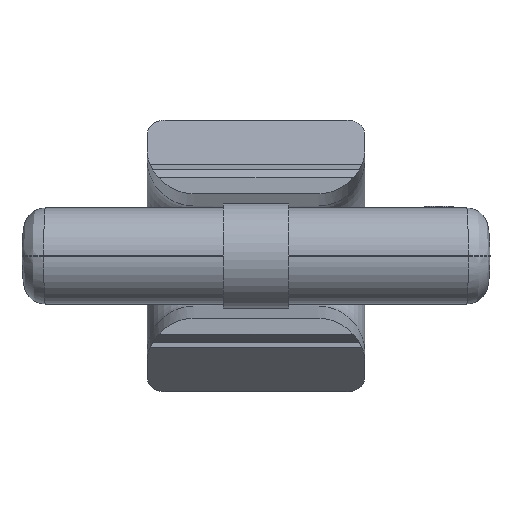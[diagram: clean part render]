
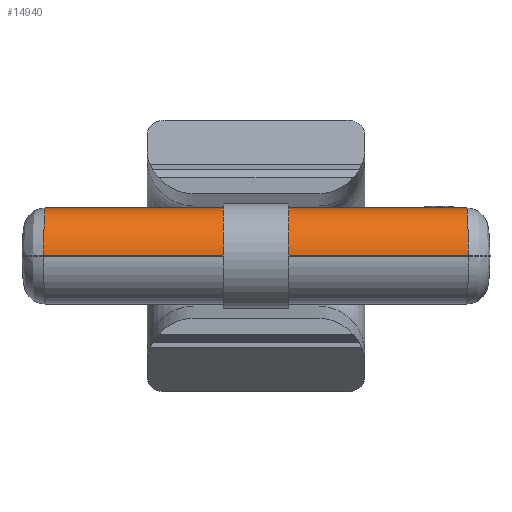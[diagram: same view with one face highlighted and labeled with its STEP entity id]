
A CAD part, front view. The second image highlights one B-rep face of the part: STEP entity #14940.
In plain terms, the highlighted cylindrical face has radius 13 mm (diameter 26 mm), a partial arc.
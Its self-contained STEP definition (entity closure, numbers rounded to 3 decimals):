
#10512=DIRECTION('',(-1.,0.,0.));
#10513=VECTOR('',#10512,117.06);
#10514=CARTESIAN_POINT('',(58.53,-89.,
0.25));
#10515=LINE('',#10514,#10513);
#10516=CARTESIAN_POINT('',(-58.067,-76.,
13.25));
#10517=CARTESIAN_POINT('',(-58.073,-76.155,
13.25));
#10518=CARTESIAN_POINT('',(-58.084,-76.464,
13.244));
#10519=CARTESIAN_POINT('',(-58.1,-76.928,
13.22));
#10520=CARTESIAN_POINT('',(-58.117,-77.39,
13.178));
#10521=CARTESIAN_POINT('',(-58.133,-77.851,
13.12));
#10522=CARTESIAN_POINT('',(-58.149,-78.31,
13.046));
#10523=CARTESIAN_POINT('',(-58.166,-78.765,
12.955));
#10524=CARTESIAN_POINT('',(-58.182,-79.217,
12.849));
#10525=CARTESIAN_POINT('',(-58.198,-79.665,
12.726));
#10526=CARTESIAN_POINT('',(-58.213,-80.108,
12.587));
#10527=CARTESIAN_POINT('',(-58.229,-80.546,
12.432));
#10528=CARTESIAN_POINT('',(-58.244,-80.978,
12.262));
#10529=CARTESIAN_POINT('',(-58.26,-81.403,
12.077));
#10530=CARTESIAN_POINT('',(-58.274,-81.822,
11.876));
#10531=CARTESIAN_POINT('',(-58.289,-82.233,
11.661));
#10532=CARTESIAN_POINT('',(-58.304,-82.637,
11.431));
#10533=CARTESIAN_POINT('',(-58.318,-83.032,
11.187));
#10534=CARTESIAN_POINT('',(-58.331,-83.418,
10.929));
#10535=CARTESIAN_POINT('',(-58.345,-83.794,
10.658));
#10536=CARTESIAN_POINT('',(-58.358,-84.161,
10.373));
#10537=CARTESIAN_POINT('',(-58.37,-84.517,
10.075));
#10538=CARTESIAN_POINT('',(-58.383,-84.862,
9.765));
#10539=CARTESIAN_POINT('',(-58.395,-85.196,
9.443));
#10540=CARTESIAN_POINT('',(-58.406,-85.518,
9.108));
#10541=CARTESIAN_POINT('',(-58.417,-85.828,
8.763));
#10542=CARTESIAN_POINT('',(-58.428,-86.126,
8.407));
#10543=CARTESIAN_POINT('',(-58.438,-86.411,
8.04));
#10544=CARTESIAN_POINT('',(-58.448,-86.682,
7.664));
#10545=CARTESIAN_POINT('',(-58.457,-86.94,
7.278));
#10546=CARTESIAN_POINT('',(-58.465,-87.184,
6.883));
#10547=CARTESIAN_POINT('',(-58.474,-87.413,
6.48));
#10548=CARTESIAN_POINT('',(-58.481,-87.628,
6.068));
#10549=CARTESIAN_POINT('',(-58.488,-87.829,
5.65));
#10550=CARTESIAN_POINT('',(-58.495,-88.014,
5.224));
#10551=CARTESIAN_POINT('',(-58.501,-88.184,
4.792));
#10552=CARTESIAN_POINT('',(-58.507,-88.338,
4.355));
#10553=CARTESIAN_POINT('',(-58.511,-88.476,
3.912));
#10554=CARTESIAN_POINT('',(-58.516,-88.599,
3.464));
#10555=CARTESIAN_POINT('',(-58.52,-88.706,
3.013));
#10556=CARTESIAN_POINT('',(-58.523,-88.796,
2.558));
#10557=CARTESIAN_POINT('',(-58.525,-88.871,
2.1));
#10558=CARTESIAN_POINT('',(-58.528,-88.928,
1.639));
#10559=CARTESIAN_POINT('',(-58.529,-88.97,
1.177));
#10560=CARTESIAN_POINT('',(-58.53,-88.994,
0.714));
#10561=CARTESIAN_POINT('',(-58.53,-89.,
0.405));
#10562=CARTESIAN_POINT('',(-58.53,-89.,
0.25));
#10564=DIRECTION('',(1.,0.,0.));
#10565=VECTOR('',#10564,116.134);
#10566=CARTESIAN_POINT('',(-58.067,-76.,
13.25));
#10567=LINE('',#10566,#10565);
#10568=CARTESIAN_POINT('',(58.067,-76.,
13.25));
#10569=CARTESIAN_POINT('',(58.073,-76.155,
13.25));
#10570=CARTESIAN_POINT('',(58.084,-76.464,
13.244));
#10571=CARTESIAN_POINT('',(58.1,-76.928,
13.22));
#10572=CARTESIAN_POINT('',(58.117,-77.39,
13.178));
#10573=CARTESIAN_POINT('',(58.133,-77.851,
13.12));
#10574=CARTESIAN_POINT('',(58.149,-78.31,
13.046));
#10575=CARTESIAN_POINT('',(58.166,-78.765,
12.955));
#10576=CARTESIAN_POINT('',(58.182,-79.217,
12.849));
#10577=CARTESIAN_POINT('',(58.198,-79.665,
12.726));
#10578=CARTESIAN_POINT('',(58.213,-80.108,
12.587));
#10579=CARTESIAN_POINT('',(58.229,-80.546,
12.432));
#10580=CARTESIAN_POINT('',(58.244,-80.978,
12.262));
#10581=CARTESIAN_POINT('',(58.26,-81.403,
12.077));
#10582=CARTESIAN_POINT('',(58.274,-81.822,
11.876));
#10583=CARTESIAN_POINT('',(58.289,-82.233,
11.661));
#10584=CARTESIAN_POINT('',(58.304,-82.637,
11.431));
#10585=CARTESIAN_POINT('',(58.318,-83.032,
11.187));
#10586=CARTESIAN_POINT('',(58.331,-83.418,
10.929));
#10587=CARTESIAN_POINT('',(58.345,-83.794,
10.658));
#10588=CARTESIAN_POINT('',(58.358,-84.161,
10.373));
#10589=CARTESIAN_POINT('',(58.37,-84.517,
10.075));
#10590=CARTESIAN_POINT('',(58.383,-84.862,
9.765));
#10591=CARTESIAN_POINT('',(58.395,-85.196,
9.443));
#10592=CARTESIAN_POINT('',(58.406,-85.518,
9.108));
#10593=CARTESIAN_POINT('',(58.417,-85.828,
8.763));
#10594=CARTESIAN_POINT('',(58.428,-86.126,
8.407));
#10595=CARTESIAN_POINT('',(58.438,-86.411,
8.04));
#10596=CARTESIAN_POINT('',(58.448,-86.682,
7.664));
#10597=CARTESIAN_POINT('',(58.457,-86.94,
7.278));
#10598=CARTESIAN_POINT('',(58.465,-87.184,
6.883));
#10599=CARTESIAN_POINT('',(58.474,-87.413,
6.48));
#10600=CARTESIAN_POINT('',(58.481,-87.628,
6.068));
#10601=CARTESIAN_POINT('',(58.488,-87.829,
5.65));
#10602=CARTESIAN_POINT('',(58.495,-88.014,
5.224));
#10603=CARTESIAN_POINT('',(58.501,-88.184,
4.792));
#10604=CARTESIAN_POINT('',(58.507,-88.338,
4.355));
#10605=CARTESIAN_POINT('',(58.511,-88.476,
3.912));
#10606=CARTESIAN_POINT('',(58.516,-88.599,
3.464));
#10607=CARTESIAN_POINT('',(58.52,-88.706,
3.013));
#10608=CARTESIAN_POINT('',(58.523,-88.796,
2.558));
#10609=CARTESIAN_POINT('',(58.525,-88.871,
2.1));
#10610=CARTESIAN_POINT('',(58.528,-88.928,
1.639));
#10611=CARTESIAN_POINT('',(58.529,-88.97,
1.177));
#10612=CARTESIAN_POINT('',(58.53,-88.994,
0.714));
#10613=CARTESIAN_POINT('',(58.53,-89.,
0.405));
#10614=CARTESIAN_POINT('',(58.53,-89.,
0.25));
#11845=CARTESIAN_POINT('',(-58.067,-76.,
13.25));
#11847=VERTEX_POINT('',#11845);
#11920=CARTESIAN_POINT('',(58.067,-76.,
13.25));
#11922=VERTEX_POINT('',#11920);
#12108=VERTEX_POINT('',#10562);
#12110=VERTEX_POINT('',#10614);
#14927=CARTESIAN_POINT('',(149.596,-76.,0.25));
#14928=DIRECTION('',(1.,0.,0.));
#14929=DIRECTION('',(0.,0.,1.));
#14930=AXIS2_PLACEMENT_3D('',#14927,#14928,#14929);
#14931=CYLINDRICAL_SURFACE('',#14930,13.);
#14933=ORIENTED_EDGE('',*,*,#14932,.T.);
#14934=ORIENTED_EDGE('',*,*,#14918,.F.);
#14935=ORIENTED_EDGE('',*,*,#12138,.T.);
#14937=ORIENTED_EDGE('',*,*,#14936,.T.);
#14938=EDGE_LOOP('',(#14933,#14934,#14935,#14937));
#14939=FACE_OUTER_BOUND('',#14938,.F.);
#14940=ADVANCED_FACE('',(#14939),#14931,.T.);
#10563=B_SPLINE_CURVE_WITH_KNOTS('',3,(#10516,#10517,#10518,#10519,#10520,
#10521,#10522,#10523,#10524,#10525,#10526,#10527,#10528,#10529,#10530,#10531,
#10532,#10533,#10534,#10535,#10536,#10537,#10538,#10539,#10540,#10541,#10542,
#10543,#10544,#10545,#10546,#10547,#10548,#10549,#10550,#10551,#10552,#10553,
#10554,#10555,#10556,#10557,#10558,#10559,#10560,#10561,#10562),.UNSPECIFIED.,
.F.,.F.,(4,1,1,1,1,1,1,1,1,1,1,1,1,1,1,1,1,1,1,1,1,1,1,1,1,1,1,1,1,1,1,1,1,1,1,
1,1,1,1,1,1,1,1,1,4),(0.,0.023,0.045,
0.068,0.091,0.114,0.136,
0.159,0.182,0.205,0.227,0.25,
0.273,0.295,0.318,0.341,
0.364,0.386,0.409,0.432,
0.455,0.477,0.5,0.523,0.545,
0.568,0.591,0.614,0.636,
0.659,0.682,0.705,0.727,0.75,
0.773,0.795,0.818,0.841,
0.864,0.886,0.909,0.932,
0.955,0.977,1.),.UNSPECIFIED.);
#10615=B_SPLINE_CURVE_WITH_KNOTS('',3,(#10568,#10569,#10570,#10571,#10572,
#10573,#10574,#10575,#10576,#10577,#10578,#10579,#10580,#10581,#10582,#10583,
#10584,#10585,#10586,#10587,#10588,#10589,#10590,#10591,#10592,#10593,#10594,
#10595,#10596,#10597,#10598,#10599,#10600,#10601,#10602,#10603,#10604,#10605,
#10606,#10607,#10608,#10609,#10610,#10611,#10612,#10613,#10614),.UNSPECIFIED.,
.F.,.F.,(4,1,1,1,1,1,1,1,1,1,1,1,1,1,1,1,1,1,1,1,1,1,1,1,1,1,1,1,1,1,1,1,1,1,1,
1,1,1,1,1,1,1,1,1,4),(0.,0.023,0.045,
0.068,0.091,0.114,0.136,
0.159,0.182,0.205,0.227,0.25,
0.273,0.295,0.318,0.341,
0.364,0.386,0.409,0.432,
0.455,0.477,0.5,0.523,0.545,
0.568,0.591,0.614,0.636,
0.659,0.682,0.705,0.727,0.75,
0.773,0.795,0.818,0.841,
0.864,0.886,0.909,0.932,
0.955,0.977,1.),.UNSPECIFIED.);
#12138=EDGE_CURVE('',#11847,#11922,#10567,.T.);
#14918=EDGE_CURVE('',#11847,#12108,#10563,.T.);
#14932=EDGE_CURVE('',#12110,#12108,#10515,.T.);
#14936=EDGE_CURVE('',#11922,#12110,#10615,.T.);
